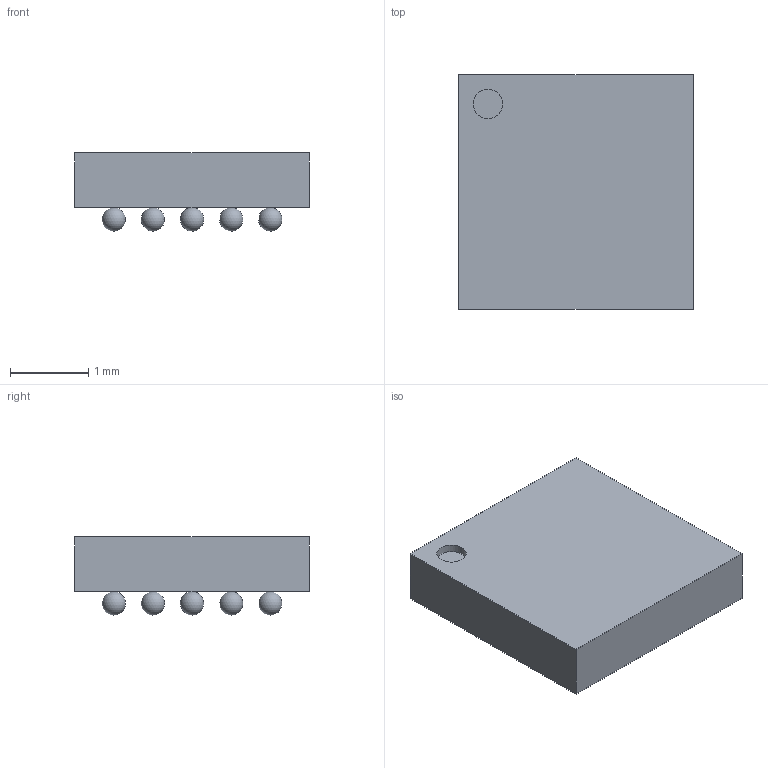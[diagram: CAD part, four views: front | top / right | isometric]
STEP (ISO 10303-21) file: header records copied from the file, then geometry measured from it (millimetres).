
FILE_DESCRIPTION(('FreeCAD Model'),'2;1');
FILE_NAME('11409721.1.1.stp','2023-10-08T09:24:14',( 'Author'),(''),'Open CASCADE STEP processor 6.9','FreeCAD','Unknown' );
FILE_SCHEMA(('AUTOMOTIVE_DESIGN { 1 0 10303 214 1 1 1 1 }'));
Length unit declared in the file: millimetre
Products named in the file (26): ASSEMBLY; A1; A2; A3; A4; A5; B1; B3; B4; B5; C1; C2; C3; C4; C5; D1; D2; D3; D4; D5; E1; E2; E3; E4; E5; Body
Assembly tree (25 placements, depth 2):
  ASSEMBLY
    A1
    A2
    A3
    A4
    A5
    B1
    B3
    B4
    B5
    C1
    C2
    C3
    C4
    C5
    D1
    D2
    D3
    D4
    D5
    E1
    E2
    E3
    E4
    E5
    Body
Bounding box: 3 x 3 x 1 mm (x, y, z)
Volume: 6.6 mm3; surface area: 33.3 mm2
Topology: 25 solids, 25 shells, 32 faces, 87 edges, 58 vertices
Faces by surface type: sphere 24, plane 7, cylinder 1
Full cylindrical faces by diameter (mm): 0.375 x1
Entity records: 1396 total; most frequent: DIRECTION 163, CARTESIAN_POINT 137, AXIS2_PLACEMENT_3D 60, PRODUCT_DEFINITION_SHAPE 51, LINE 41, VECTOR 41, VERTEX_POINT 34, FACE_BOUND 33
